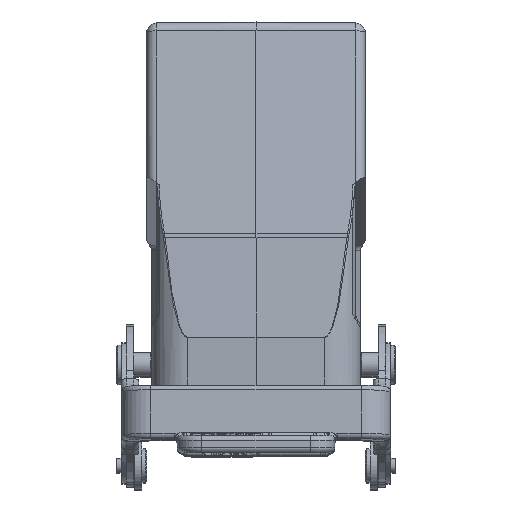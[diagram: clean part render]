
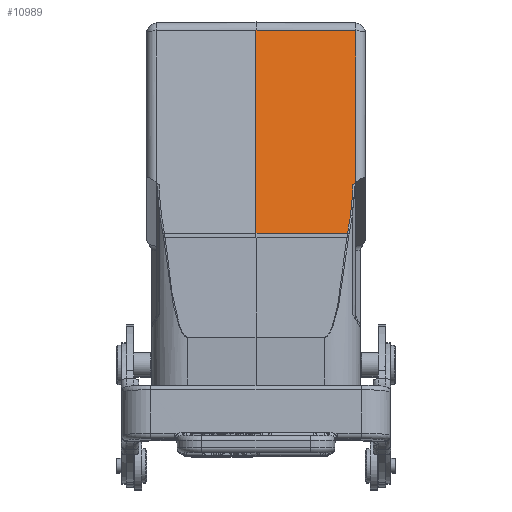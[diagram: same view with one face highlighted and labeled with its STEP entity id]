
A CAD part, top view. The second image highlights one B-rep face of the part: STEP entity #10989.
In plain terms, the highlighted planar face has unit normal (0.009, 0.174, 0.985).
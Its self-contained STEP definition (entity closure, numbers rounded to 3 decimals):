
#8759=CIRCLE('',#36659,62.334);
#9426=ELLIPSE('',#36742,40.313,7.);
#10989=ADVANCED_FACE('',(#13224),#11814,.T.);
#11814=PLANE('',#36743);
#13224=FACE_OUTER_BOUND('',#15068,.T.);
#15068=EDGE_LOOP('',(#23210,#23211,#23212,#23213,#23214,#23215,#23216));
#23210=ORIENTED_EDGE('',*,*,#29547,.F.);
#23211=ORIENTED_EDGE('',*,*,#29542,.F.);
#23212=ORIENTED_EDGE('',*,*,#29540,.T.);
#23213=ORIENTED_EDGE('',*,*,#29643,.F.);
#23214=ORIENTED_EDGE('',*,*,#29644,.F.);
#23215=ORIENTED_EDGE('',*,*,#29645,.T.);
#23216=ORIENTED_EDGE('',*,*,#29646,.F.);
#25773=VERTEX_POINT('',#58437);
#25774=VERTEX_POINT('',#58441);
#25775=VERTEX_POINT('',#58445);
#25778=VERTEX_POINT('',#58470);
#25824=VERTEX_POINT('',#58805);
#25828=VERTEX_POINT('',#58822);
#25829=VERTEX_POINT('',#58824);
#29540=EDGE_CURVE('',#25774,#25773,#31874,.T.);
#29542=EDGE_CURVE('',#25774,#25775,#31875,.T.);
#29547=EDGE_CURVE('',#25775,#25778,#8759,.T.);
#29643=EDGE_CURVE('',#25824,#25773,#31919,.T.);
#29644=EDGE_CURVE('',#25828,#25824,#31920,.T.);
#29645=EDGE_CURVE('',#25828,#25829,#31921,.T.);
#29646=EDGE_CURVE('',#25778,#25829,#9426,.T.);
#31874=LINE('',#58440,#34210);
#31875=LINE('',#58444,#34211);
#31919=LINE('',#58819,#34255);
#31920=LINE('',#58821,#34256);
#31921=LINE('',#58823,#34257);
#34210=VECTOR('',#43790,1.);
#34211=VECTOR('',#43795,1.);
#34255=VECTOR('',#44007,1.);
#34256=VECTOR('',#44010,1.);
#34257=VECTOR('',#44011,1.);
#36659=AXIS2_PLACEMENT_3D('',#58475,#43800,#43801);
#36742=AXIS2_PLACEMENT_3D('',#58825,#44012,#44013);
#36743=AXIS2_PLACEMENT_3D('',#58826,#44014,#44015);
#43790=DIRECTION('',(0.,0.985,-0.174));
#43795=DIRECTION('',(-0.762,-0.637,0.119));
#43800=DIRECTION('',(-0.009,-0.174,-0.985));
#43801=DIRECTION('',(0.,-0.985,0.174));
#44007=DIRECTION('',(1.,-0.009,-0.007));
#44010=DIRECTION('',(0.,0.985,-0.174));
#44011=DIRECTION('',(1.,-0.001,-0.009));
#44012=DIRECTION('',(-0.009,-0.174,-0.985));
#44013=DIRECTION('',(0.002,-0.985,0.174));
#44014=DIRECTION('',(0.009,0.174,0.985));
#44015=DIRECTION('',(0.,-0.985,0.174));
#58437=CARTESIAN_POINT('',(20.517,19.584,50.546));
#58440=CARTESIAN_POINT('',(20.517,-11.704,56.062));
#58441=CARTESIAN_POINT('',(20.517,-11.704,56.062));
#58444=CARTESIAN_POINT('',(20.517,-11.704,56.062));
#58445=CARTESIAN_POINT('',(19.963,-12.168,56.149));
#58470=CARTESIAN_POINT('',(19.449,-18.497,57.27));
#58475=CARTESIAN_POINT('',(-42.345,-10.389,56.388));
#58805=CARTESIAN_POINT('',(0.,19.763,50.696));
#58819=CARTESIAN_POINT('',(-0.012,19.763,50.696));
#58821=CARTESIAN_POINT('',(0.,-22.153,58.087));
#58822=CARTESIAN_POINT('',(0.,-22.155,58.087));
#58823=CARTESIAN_POINT('',(0.017,-22.155,58.087));
#58824=CARTESIAN_POINT('',(18.848,-22.176,57.924));
#58825=CARTESIAN_POINT('',(14.004,6.729,52.87));
#58826=CARTESIAN_POINT('',(0.,21.415,50.404));
